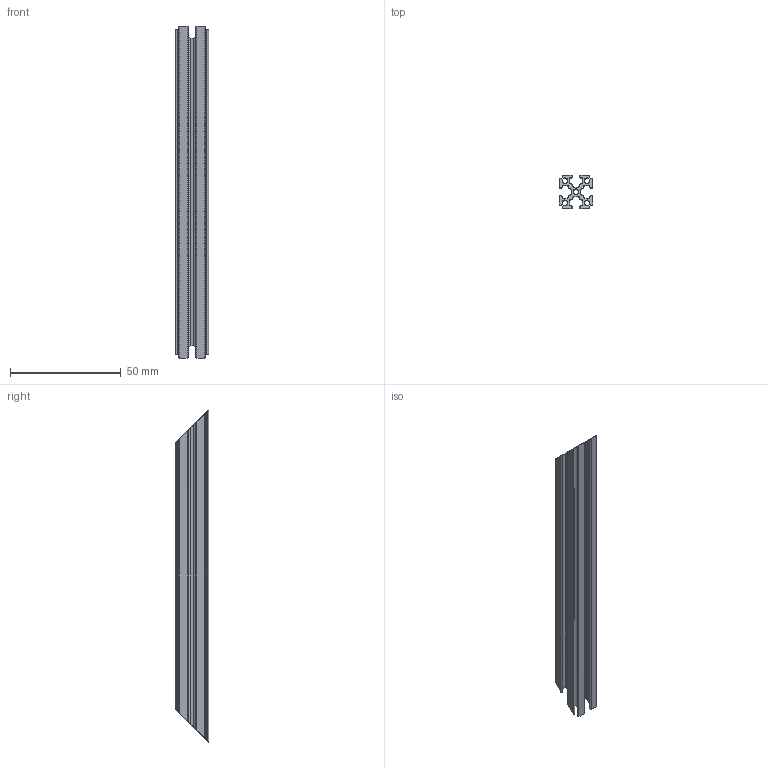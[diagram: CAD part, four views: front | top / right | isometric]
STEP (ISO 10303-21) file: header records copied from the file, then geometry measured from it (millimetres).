
FILE_DESCRIPTION (( 'STEP AP214' ), '1' );
FILE_NAME ('REV-41-1430_150mm_45_deg.STEP', '2017-04-05T00:12:03', ( '' ), ( '' ), 'SwSTEP 2.0', 'SolidWorks 2015', '' );
FILE_SCHEMA (( 'AUTOMOTIVE_DESIGN' ));
Length unit declared in the file: millimetre
Products named in the file (1): REV-41-1430_150mm_45_deg
Bounding box: 15 x 15 x 150 mm (x, y, z)
Volume: 12257 mm3; surface area: 19877.8 mm2
Topology: 1 solids, 1 shells, 126 faces, 372 edges, 248 vertices
Faces by surface type: cylinder 72, plane 54
Entity records: 4154 total; most frequent: CARTESIAN_POINT 1179, ORIENTED_EDGE 744, DIRECTION 482, EDGE_CURVE 372, VERTEX_POINT 248, VECTOR 228, LINE 228, EDGE_LOOP 128
